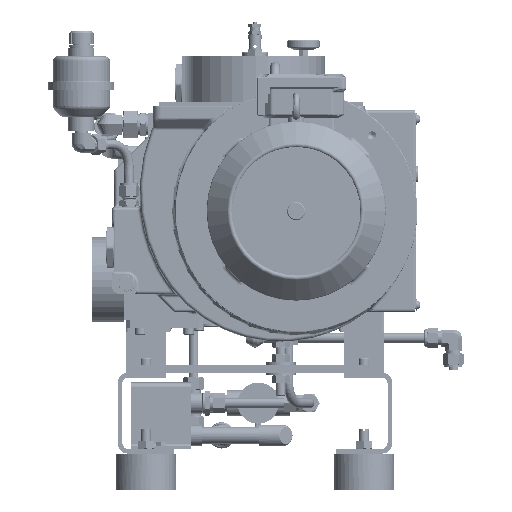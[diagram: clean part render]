
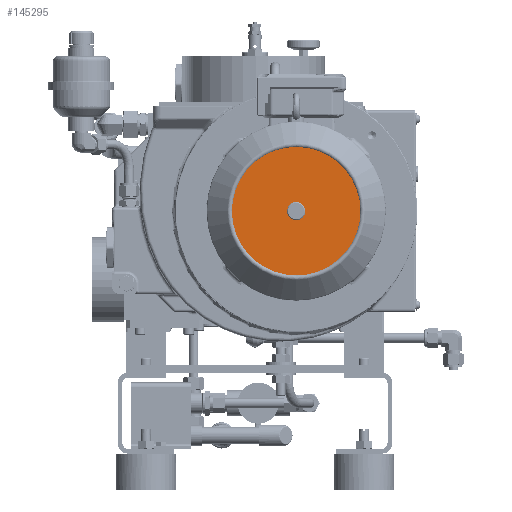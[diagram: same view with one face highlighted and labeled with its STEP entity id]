
A CAD part, left-side view. The second image highlights one B-rep face of the part: STEP entity #145295.
In plain terms, the highlighted planar face has unit normal (-1, 0, 0).
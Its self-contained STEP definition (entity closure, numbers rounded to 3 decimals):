
#11577=FACE_BOUND('',#31659,.T.);
#13893=CIRCLE('',#156346,79.522);
#13894=CIRCLE('',#156347,79.522);
#13896=CIRCLE('',#156351,11.237);
#13897=CIRCLE('',#156352,11.237);
#22494=FACE_OUTER_BOUND('',#31658,.T.);
#31658=EDGE_LOOP('',(#109314,#109315));
#31659=EDGE_LOOP('',(#109316,#109317));
#62192=VERTEX_POINT('',#260952);
#62193=VERTEX_POINT('',#260953);
#62194=VERTEX_POINT('',#260960);
#62195=VERTEX_POINT('',#260961);
#79114=EDGE_CURVE('',#62192,#62193,#13893,.T.);
#79115=EDGE_CURVE('',#62193,#62192,#13894,.T.);
#79118=EDGE_CURVE('',#62194,#62195,#13896,.T.);
#79119=EDGE_CURVE('',#62195,#62194,#13897,.T.);
#109314=ORIENTED_EDGE('',*,*,#79114,.T.);
#109315=ORIENTED_EDGE('',*,*,#79115,.T.);
#109316=ORIENTED_EDGE('',*,*,#79118,.T.);
#109317=ORIENTED_EDGE('',*,*,#79119,.T.);
#140022=PLANE('',#156350);
#145295=ADVANCED_FACE('',(#22494,#11577),#140022,.T.);
#156346=AXIS2_PLACEMENT_3D('',#260954,#180965,#180966);
#156347=AXIS2_PLACEMENT_3D('',#260955,#180967,#180968);
#156350=AXIS2_PLACEMENT_3D('',#260959,#180974,#180975);
#156351=AXIS2_PLACEMENT_3D('',#260962,#180976,#180977);
#156352=AXIS2_PLACEMENT_3D('',#260963,#180978,#180979);
#180965=DIRECTION('center_axis',(-1.,0.,0.));
#180966=DIRECTION('ref_axis',(0.,1.,0.));
#180967=DIRECTION('center_axis',(-1.,0.,0.));
#180968=DIRECTION('ref_axis',(0.,1.,0.));
#180974=DIRECTION('center_axis',(-1.,0.,0.));
#180975=DIRECTION('ref_axis',(0.,1.,0.));
#180976=DIRECTION('center_axis',(1.,0.,0.));
#180977=DIRECTION('ref_axis',(0.,-1.,0.));
#180978=DIRECTION('center_axis',(1.,0.,0.));
#180979=DIRECTION('ref_axis',(0.,-1.,0.));
#260952=CARTESIAN_POINT('',(-832.439,24.896,0.));
#260953=CARTESIAN_POINT('',(-832.439,-54.625,79.522));
#260954=CARTESIAN_POINT('Origin',(-832.439,-54.625,0.));
#260955=CARTESIAN_POINT('Origin',(-832.439,-54.625,0.));
#260959=CARTESIAN_POINT('Origin',(-832.439,-55.277,0.));
#260960=CARTESIAN_POINT('',(-832.439,-65.862,0.));
#260961=CARTESIAN_POINT('',(-832.439,-43.389,0.));
#260962=CARTESIAN_POINT('Origin',(-832.439,-54.625,0.));
#260963=CARTESIAN_POINT('Origin',(-832.439,-54.625,0.));
